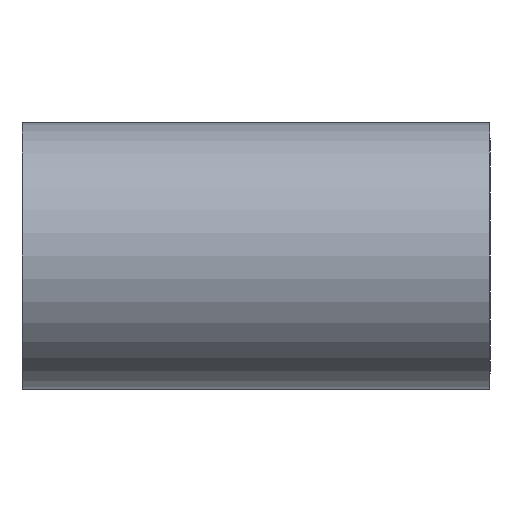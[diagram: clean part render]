
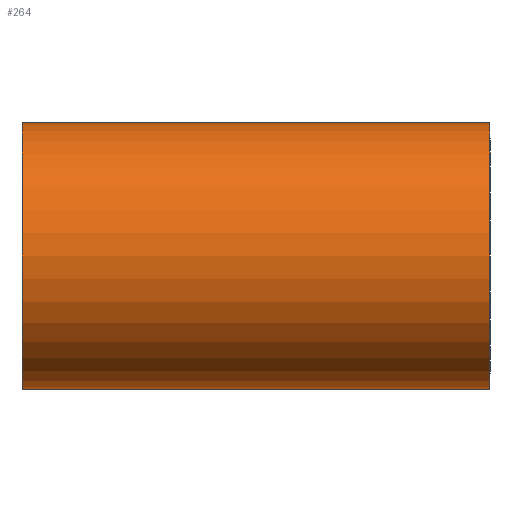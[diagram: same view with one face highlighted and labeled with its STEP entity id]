
A CAD part, front view. The second image highlights one B-rep face of the part: STEP entity #264.
In plain terms, the highlighted cylindrical face has radius 12.8 mm (diameter 25.6 mm), a full revolution.
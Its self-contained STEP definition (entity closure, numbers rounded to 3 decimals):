
#15=CYLINDRICAL_SURFACE('',#301,12.8);
#22=LINE('',#470,#28);
#28=VECTOR('',#372,12.8);
#40=FACE_OUTER_BOUND('',#53,.T.);
#53=EDGE_LOOP('',(#192,#193,#194,#195,#196,#197));
#72=CIRCLE('',#299,12.8);
#73=CIRCLE('',#300,12.8);
#74=CIRCLE('',#302,12.8);
#75=CIRCLE('',#303,12.8);
#107=VERTEX_POINT('',#461);
#108=VERTEX_POINT('',#462);
#109=VERTEX_POINT('',#466);
#110=VERTEX_POINT('',#467);
#141=EDGE_CURVE('',#107,#108,#72,.T.);
#142=EDGE_CURVE('',#108,#107,#73,.T.);
#143=EDGE_CURVE('',#109,#110,#74,.T.);
#144=EDGE_CURVE('',#110,#109,#75,.T.);
#145=EDGE_CURVE('',#110,#108,#22,.T.);
#192=ORIENTED_EDGE('',*,*,#143,.F.);
#193=ORIENTED_EDGE('',*,*,#144,.F.);
#194=ORIENTED_EDGE('',*,*,#145,.T.);
#195=ORIENTED_EDGE('',*,*,#142,.T.);
#196=ORIENTED_EDGE('',*,*,#141,.T.);
#197=ORIENTED_EDGE('',*,*,#145,.F.);
#264=ADVANCED_FACE('',(#40),#15,.T.);
#299=AXIS2_PLACEMENT_3D('',#463,#362,#363);
#300=AXIS2_PLACEMENT_3D('',#464,#364,#365);
#301=AXIS2_PLACEMENT_3D('',#465,#366,#367);
#302=AXIS2_PLACEMENT_3D('',#468,#368,#369);
#303=AXIS2_PLACEMENT_3D('',#469,#370,#371);
#362=DIRECTION('center_axis',(1.,0.,0.));
#363=DIRECTION('ref_axis',(0.,0.,-1.));
#364=DIRECTION('center_axis',(1.,0.,0.));
#365=DIRECTION('ref_axis',(0.,0.,-1.));
#366=DIRECTION('center_axis',(1.,0.,0.));
#367=DIRECTION('ref_axis',(0.,1.,0.));
#368=DIRECTION('center_axis',(1.,0.,0.));
#369=DIRECTION('ref_axis',(0.,0.,-1.));
#370=DIRECTION('center_axis',(1.,0.,0.));
#371=DIRECTION('ref_axis',(0.,0.,-1.));
#372=DIRECTION('',(-1.,0.,0.));
#461=CARTESIAN_POINT('',(0.,12.8,0.));
#462=CARTESIAN_POINT('',(0.,-12.8,0.));
#463=CARTESIAN_POINT('Origin',(0.,0.,0.));
#464=CARTESIAN_POINT('Origin',(0.,0.,0.));
#465=CARTESIAN_POINT('Origin',(22.5,0.,0.));
#466=CARTESIAN_POINT('',(45.,12.8,0.));
#467=CARTESIAN_POINT('',(45.,-12.8,0.));
#468=CARTESIAN_POINT('Origin',(45.,0.,0.));
#469=CARTESIAN_POINT('Origin',(45.,0.,0.));
#470=CARTESIAN_POINT('',(22.5,-12.8,0.));
